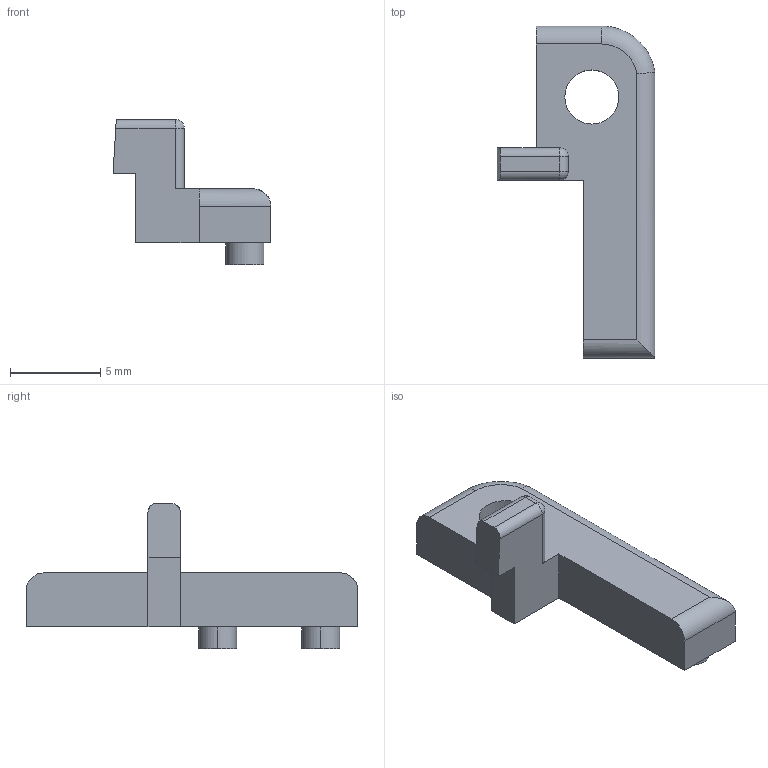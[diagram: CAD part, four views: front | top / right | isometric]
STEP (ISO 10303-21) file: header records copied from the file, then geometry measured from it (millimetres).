
FILE_DESCRIPTION (( 'STEP AP214' ), '1' );
FILE_NAME ('NP0183_LEFT- ISS - C.STEP', '2017-05-23T07:49:18', ( 'sicon' ), ( '' ), 'SwSTEP 2.0', 'SolidWorks 2017', '' );
FILE_SCHEMA (( 'AUTOMOTIVE_DESIGN' ));
Length unit declared in the file: millimetre
Products named in the file (1): NP0183_LEFT- ISS - C
Bounding box: 8.76 x 18.41 x 8.05 mm (x, y, z)
Volume: 291.7 mm3; surface area: 402 mm2
Topology: 1 solids, 1 shells, 34 faces, 83 edges, 51 vertices
Faces by surface type: plane 16, cylinder 15, sphere 2, torus 1
Entity records: 1024 total; most frequent: CARTESIAN_POINT 185, DIRECTION 173, ORIENTED_EDGE 162, EDGE_CURVE 81, AXIS2_PLACEMENT_3D 61, VECTOR 51, LINE 51, VERTEX_POINT 51
